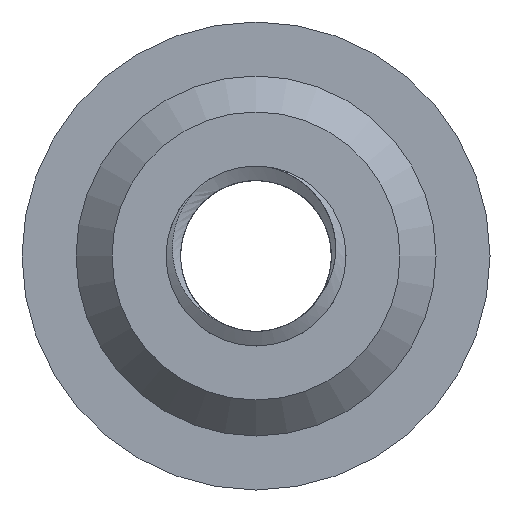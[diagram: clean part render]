
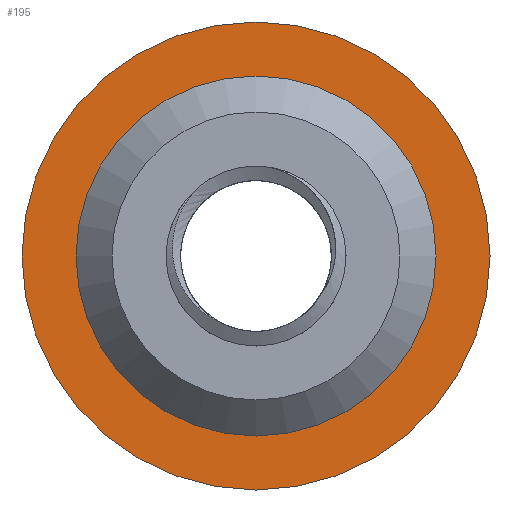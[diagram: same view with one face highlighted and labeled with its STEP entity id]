
A CAD part, front view. The second image highlights one B-rep face of the part: STEP entity #195.
In plain terms, the highlighted planar face has unit normal (0, -1, 0).
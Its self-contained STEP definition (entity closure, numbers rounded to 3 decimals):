
#33=PLANE('',#227);
#41=ORIENTED_EDGE('',*,*,#85,.T.);
#42=ORIENTED_EDGE('',*,*,#82,.T.);
#82=EDGE_CURVE('',#104,#104,#122,.T.);
#85=EDGE_CURVE('',#107,#107,#125,.T.);
#104=VERTEX_POINT('',#309);
#107=VERTEX_POINT('',#317);
#122=CIRCLE('',#223,13.);
#125=CIRCLE('',#228,10.);
#139=EDGE_LOOP('',(#41));
#140=EDGE_LOOP('',(#42));
#165=FACE_BOUND('',#139,.T.);
#166=FACE_BOUND('',#140,.T.);
#195=ADVANCED_FACE('',(#165,#166),#33,.T.);
#223=AXIS2_PLACEMENT_3D('',#308,#254,#255);
#227=AXIS2_PLACEMENT_3D('',#315,#262,#263);
#228=AXIS2_PLACEMENT_3D('',#316,#264,#265);
#254=DIRECTION('',(0.,-1.,0.));
#255=DIRECTION('',(0.,0.,-1.));
#262=DIRECTION('',(0.,-1.,0.));
#263=DIRECTION('',(0.,0.,-1.));
#264=DIRECTION('',(0.,1.,0.));
#265=DIRECTION('',(1.,0.,0.));
#308=CARTESIAN_POINT('',(0.,97.,0.));
#309=CARTESIAN_POINT('',(0.,97.,-13.));
#315=CARTESIAN_POINT('',(5.,97.,0.));
#316=CARTESIAN_POINT('',(0.,97.,0.));
#317=CARTESIAN_POINT('',(10.,97.,0.));
